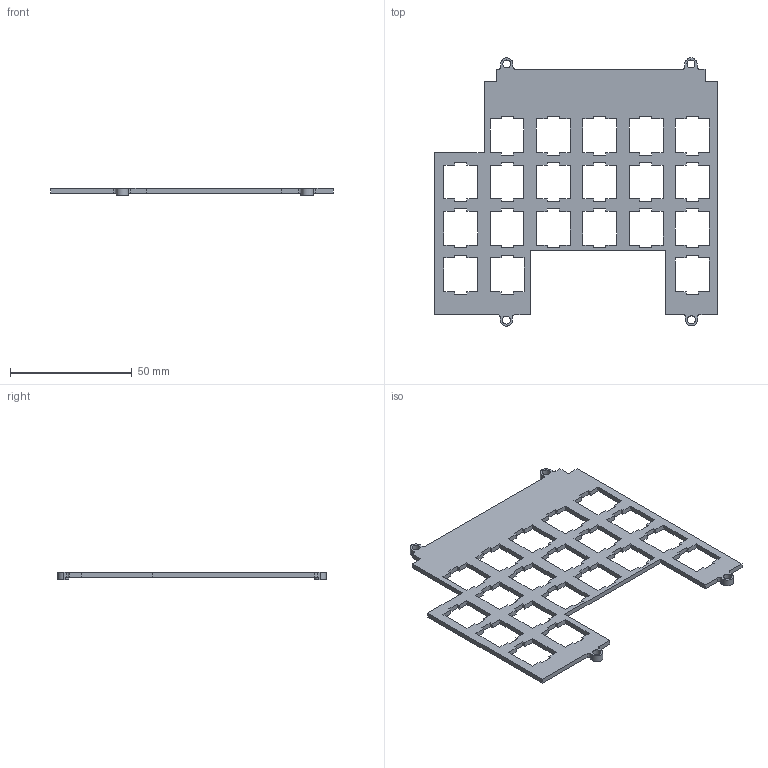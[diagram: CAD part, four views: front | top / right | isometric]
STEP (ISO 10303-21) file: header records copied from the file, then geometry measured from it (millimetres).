
FILE_DESCRIPTION(('HOOPS Exchange Step'),'2;1');
FILE_NAME('temp_export','2025-07-29T11:51:15+09:00',('chuns'),('Shapr3D Limited'),'HOOPS Exchange 2024.8','Shapr3D','Authorized');
FILE_SCHEMA( ('AP242_MANAGED_MODEL_BASED_3D_ENGINEERING_MIM_LF {1 0 10303 442 1 1 4}') );
Length unit declared in the file: millimetre
Products named in the file (3): switchplate; right; root
Assembly tree (2 placements, depth 3):
  root
    right
      switchplate
Bounding box: 116.21 x 110.29 x 3 mm (x, y, z)
Volume: 10998.2 mm3; surface area: 14563.9 mm2
Topology: 1 solids, 1 shells, 300 faces, 898 edges, 600 vertices
Faces by surface type: plane 276, cylinder 24
Full cylindrical faces by diameter (mm): 3.3 x4
Entity records: 10128 total; most frequent: CARTESIAN_POINT 1804, ORIENTED_EDGE 1796, DIRECTION 1562, EDGE_CURVE 898, VECTOR 846, LINE 846, VERTEX_POINT 600, AXIS2_PLACEMENT_3D 358
